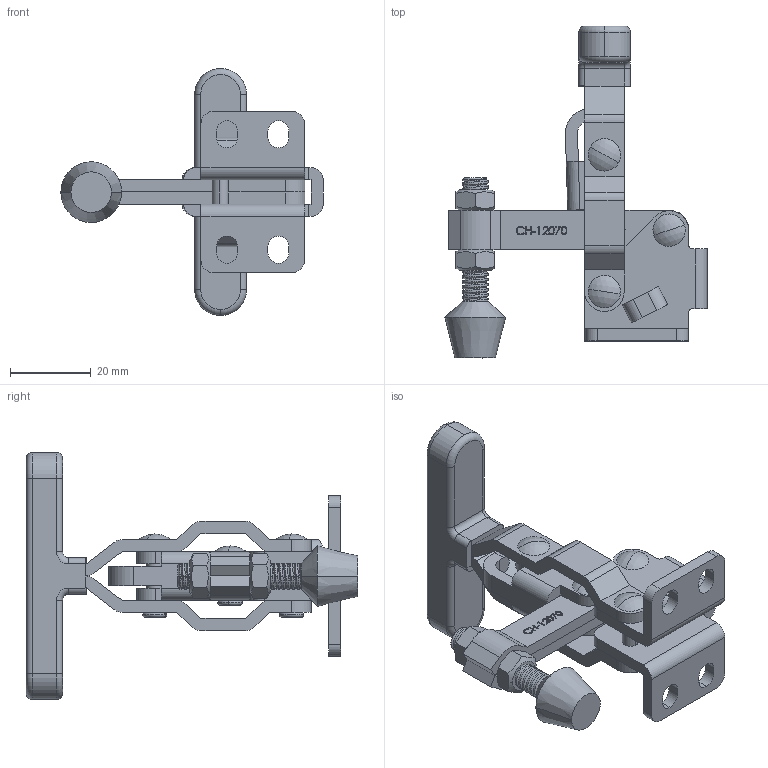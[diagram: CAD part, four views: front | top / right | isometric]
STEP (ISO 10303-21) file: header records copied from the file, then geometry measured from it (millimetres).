
FILE_DESCRIPTION (( 'STEP AP203' ), '1' );
FILE_NAME ('CH-12070.STEP', '2017-11-08T01:17:47', ( 'Windows' ), ( 'Microsoft' ), 'SwSTEP 2.0', 'SolidWorks 2015', '' );
FILE_SCHEMA (( 'CONFIG_CONTROL_DESIGN' ));
Length unit declared in the file: millimetre
Products named in the file (9): CH-FC-14134 SPINDLE SUPPLIED; CH-12070; CH-12050-01 FLANGED BASE; CH-12070-02 FIXED SPINDLE; CH-12070-03 T-HANDLE; CH-12050-07; CH-12050-06; CH-12050-04 CONNECTING-PLATE; CH-FC-14134 Nut
Assembly tree (11 placements, depth 2):
  CH-12070
    CH-12050-01 FLANGED BASE
    CH-12070-02 FIXED SPINDLE
    CH-12070-03 T-HANDLE
    CH-12050-07  x2
    CH-12050-06  x2
    CH-12050-04 CONNECTING-PLATE
    CH-FC-14134 Nut  x2
    CH-FC-14134 SPINDLE SUPPLIED
Bounding box: 64.82 x 81.98 x 61 mm (x, y, z)
Volume: 26237.3 mm3; surface area: 20599.2 mm2
Topology: 12 solids, 15 shells, 732 faces, 1964 edges, 1291 vertices
Faces by surface type: plane 282, cylinder 203, bspline 172, torus 34, cone 33, sphere 8
Entity records: 31952 total; most frequent: CARTESIAN_POINT 15082, ORIENTED_EDGE 3662, DIRECTION 2712, EDGE_CURVE 1831, VERTEX_POINT 1209, LINE 1008, VECTOR 1008, AXIS2_PLACEMENT_3D 852
